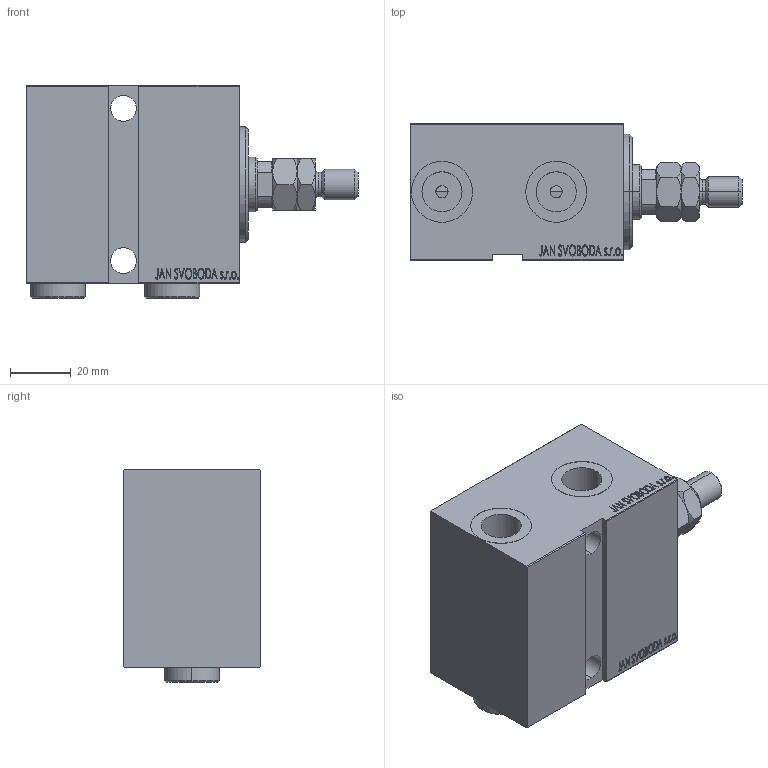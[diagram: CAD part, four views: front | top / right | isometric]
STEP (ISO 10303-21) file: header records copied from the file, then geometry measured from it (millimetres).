
FILE_DESCRIPTION (( 'STEP AP203' ), '1' );
FILE_NAME ('ba8d.STEP', '2024-02-12T07:11:14', ( '' ), ( '' ), 'SwSTEP 2.0', 'SolidWorks 2019', '' );
FILE_SCHEMA (( 'CONFIG_CONTROL_DESIGN' ));
Length unit declared in the file: millimetre
Products named in the file (6): V450CM_E_Body c8ec39964e6f888098dcf8bbd4254c96; ba8d; Zatka_OIL_PORT c8ec39964e6f888098dcf8bbd4254c96; V450CM_VC_B c8ec39964e6f888098dcf8bbd4254c96; V450CM_E_VCP c8ec39964e6f888098dcf8bbd4254c96; MTA c8ec39964e6f888098dcf8bbd4254c96
Assembly tree (6 placements, depth 2):
  ba8d
    V450CM_E_Body c8ec39964e6f888098dcf8bbd4254c96
    V450CM_E_VCP c8ec39964e6f888098dcf8bbd4254c96
    V450CM_VC_B c8ec39964e6f888098dcf8bbd4254c96
    MTA c8ec39964e6f888098dcf8bbd4254c96
    Zatka_OIL_PORT c8ec39964e6f888098dcf8bbd4254c96  x2
Bounding box: 109 x 45 x 69.9 mm (x, y, z)
Volume: 194545.3 mm3; surface area: 44764.1 mm2
Topology: 6 solids, 6 shells, 949 faces, 2398 edges, 1571 vertices
Faces by surface type: plane 457, bspline 380, cylinder 64, cone 46, torus 2
Entity records: 45730 total; most frequent: CARTESIAN_POINT 25238, ORIENTED_EDGE 4712, DIRECTION 2808, EDGE_CURVE 2356, VERTEX_POINT 1547, VECTOR 1374, LINE 1374, EDGE_LOOP 1055
